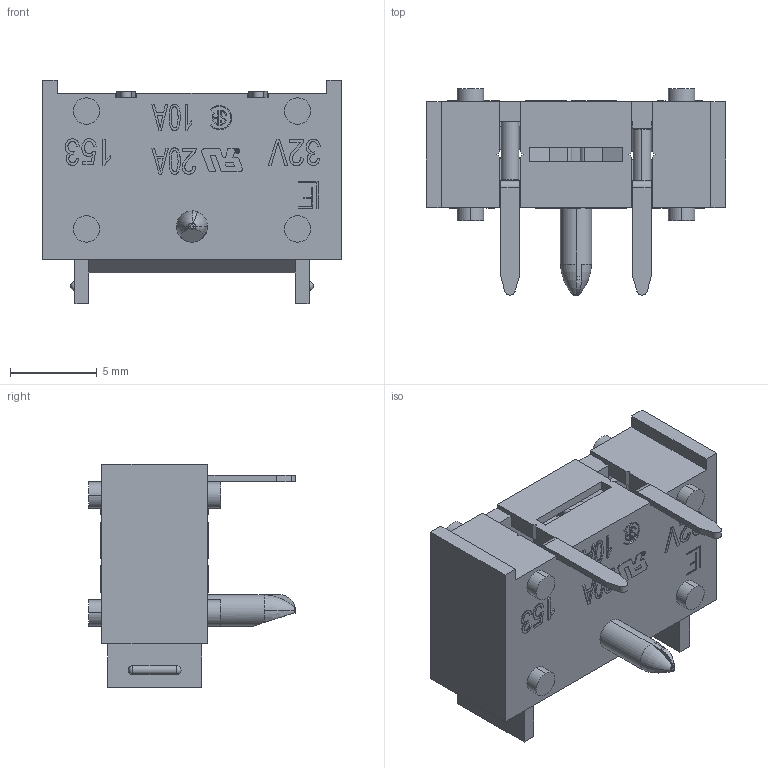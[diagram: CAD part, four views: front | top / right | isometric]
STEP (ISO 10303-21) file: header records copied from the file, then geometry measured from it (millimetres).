
FILE_DESCRIPTION (( 'STEP AP214' ), '1' );
FILE_NAME ('01530007Z.STEP', '2023-09-07T20:45:40', ( '' ), ( '' ), 'SwSTEP 2.0', 'SolidWorks 2018', '' );
FILE_SCHEMA (( 'AUTOMOTIVE_DESIGN' ));
Length unit declared in the file: millimetre
Products named in the file (1): 01530007Z
Bounding box: 17.27 x 11.94 x 12.9 mm (x, y, z)
Volume: 775.9 mm3; surface area: 1757.6 mm2
Topology: 1 solids, 3 shells, 957 faces, 2663 edges, 1758 vertices
Faces by surface type: plane 715, cylinder 117, bspline 108, cone 8, torus 7, sphere 2
Entity records: 36972 total; most frequent: CARTESIAN_POINT 13203, ORIENTED_EDGE 5306, DIRECTION 4141, EDGE_CURVE 2653, VECTOR 2021, LINE 2021, VERTEX_POINT 1757, AXIS2_PLACEMENT_3D 1060
